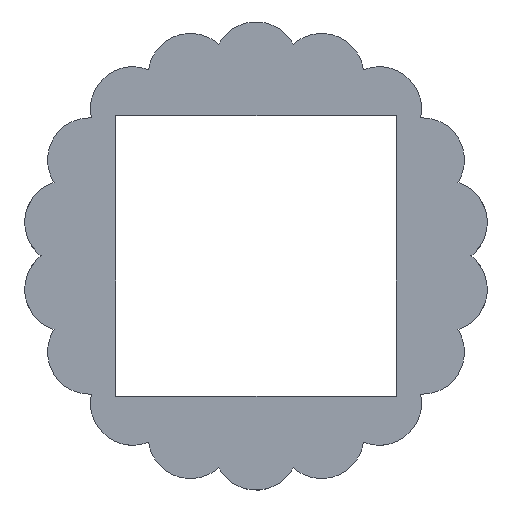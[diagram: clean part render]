
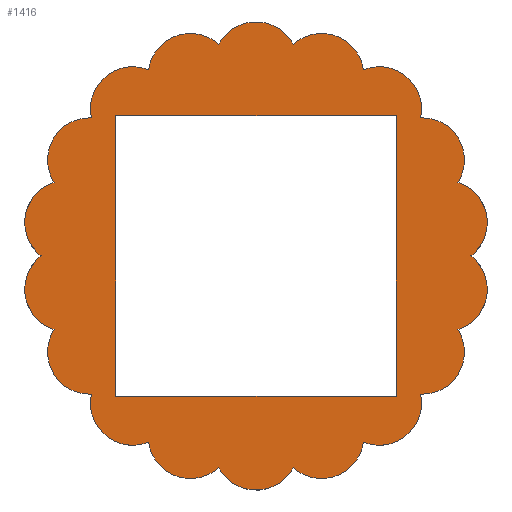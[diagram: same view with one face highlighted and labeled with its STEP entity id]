
A CAD part, top view. The second image highlights one B-rep face of the part: STEP entity #1416.
In plain terms, the highlighted planar face has unit normal (0, 0, 1).
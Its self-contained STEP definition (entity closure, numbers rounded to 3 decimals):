
#17=FACE_BOUND('',#224,.T.);
#41=CIRCLE('',#1462,4.694);
#63=CIRCLE('',#1506,4.694);
#64=CIRCLE('',#1520,4.694);
#65=CIRCLE('',#1522,4.694);
#66=CIRCLE('',#1524,4.694);
#67=CIRCLE('',#1526,4.694);
#68=CIRCLE('',#1528,4.694);
#69=CIRCLE('',#1530,4.694);
#70=CIRCLE('',#1532,4.694);
#71=CIRCLE('',#1534,4.694);
#72=CIRCLE('',#1536,4.694);
#73=CIRCLE('',#1538,4.694);
#74=CIRCLE('',#1540,4.694);
#75=CIRCLE('',#1542,4.694);
#76=CIRCLE('',#1544,4.694);
#77=CIRCLE('',#1546,4.694);
#78=CIRCLE('',#1548,4.694);
#79=CIRCLE('',#1550,4.694);
#150=FACE_OUTER_BOUND('',#223,.T.);
#223=EDGE_LOOP('',(#1271,#1272,#1273,#1274,#1275,#1276,#1277,#1278,#1279,
#1280,#1281,#1282,#1283,#1284,#1285,#1286,#1287,#1288));
#224=EDGE_LOOP('',(#1289,#1290,#1291,#1292));
#335=LINE('',#2185,#495);
#366=LINE('',#2286,#526);
#368=LINE('',#2290,#528);
#369=LINE('',#2292,#529);
#495=VECTOR('',#1750,10.);
#526=VECTOR('',#1855,10.);
#528=VECTOR('',#1859,10.);
#529=VECTOR('',#1862,10.);
#614=VERTEX_POINT('',#2117);
#615=VERTEX_POINT('',#2119);
#630=VERTEX_POINT('',#2182);
#631=VERTEX_POINT('',#2184);
#655=VERTEX_POINT('',#2249);
#664=VERTEX_POINT('',#2284);
#665=VERTEX_POINT('',#2288);
#666=VERTEX_POINT('',#2294);
#667=VERTEX_POINT('',#2296);
#668=VERTEX_POINT('',#2300);
#669=VERTEX_POINT('',#2306);
#670=VERTEX_POINT('',#2310);
#671=VERTEX_POINT('',#2314);
#672=VERTEX_POINT('',#2318);
#673=VERTEX_POINT('',#2322);
#674=VERTEX_POINT('',#2326);
#675=VERTEX_POINT('',#2330);
#676=VERTEX_POINT('',#2334);
#677=VERTEX_POINT('',#2338);
#678=VERTEX_POINT('',#2342);
#679=VERTEX_POINT('',#2346);
#680=VERTEX_POINT('',#2350);
#765=EDGE_CURVE('',#615,#614,#41,.T.);
#798=EDGE_CURVE('',#631,#630,#335,.T.);
#833=EDGE_CURVE('',#655,#615,#63,.T.);
#850=EDGE_CURVE('',#630,#664,#366,.T.);
#852=EDGE_CURVE('',#664,#665,#368,.T.);
#853=EDGE_CURVE('',#665,#631,#369,.T.);
#855=EDGE_CURVE('',#667,#666,#64,.T.);
#857=EDGE_CURVE('',#668,#667,#65,.T.);
#859=EDGE_CURVE('',#614,#668,#66,.T.);
#860=EDGE_CURVE('',#669,#655,#67,.T.);
#862=EDGE_CURVE('',#670,#669,#68,.T.);
#864=EDGE_CURVE('',#671,#670,#69,.T.);
#866=EDGE_CURVE('',#672,#671,#70,.T.);
#868=EDGE_CURVE('',#673,#672,#71,.T.);
#870=EDGE_CURVE('',#674,#673,#72,.T.);
#872=EDGE_CURVE('',#675,#674,#73,.T.);
#874=EDGE_CURVE('',#676,#675,#74,.T.);
#876=EDGE_CURVE('',#677,#676,#75,.T.);
#878=EDGE_CURVE('',#678,#677,#76,.T.);
#880=EDGE_CURVE('',#679,#678,#77,.T.);
#882=EDGE_CURVE('',#680,#679,#78,.T.);
#884=EDGE_CURVE('',#666,#680,#79,.T.);
#1271=ORIENTED_EDGE('',*,*,#855,.T.);
#1272=ORIENTED_EDGE('',*,*,#884,.T.);
#1273=ORIENTED_EDGE('',*,*,#882,.T.);
#1274=ORIENTED_EDGE('',*,*,#880,.T.);
#1275=ORIENTED_EDGE('',*,*,#878,.T.);
#1276=ORIENTED_EDGE('',*,*,#876,.T.);
#1277=ORIENTED_EDGE('',*,*,#874,.T.);
#1278=ORIENTED_EDGE('',*,*,#872,.T.);
#1279=ORIENTED_EDGE('',*,*,#870,.T.);
#1280=ORIENTED_EDGE('',*,*,#868,.T.);
#1281=ORIENTED_EDGE('',*,*,#866,.T.);
#1282=ORIENTED_EDGE('',*,*,#864,.T.);
#1283=ORIENTED_EDGE('',*,*,#862,.T.);
#1284=ORIENTED_EDGE('',*,*,#860,.T.);
#1285=ORIENTED_EDGE('',*,*,#833,.T.);
#1286=ORIENTED_EDGE('',*,*,#765,.T.);
#1287=ORIENTED_EDGE('',*,*,#859,.T.);
#1288=ORIENTED_EDGE('',*,*,#857,.T.);
#1289=ORIENTED_EDGE('',*,*,#798,.T.);
#1290=ORIENTED_EDGE('',*,*,#850,.T.);
#1291=ORIENTED_EDGE('',*,*,#852,.T.);
#1292=ORIENTED_EDGE('',*,*,#853,.T.);
#1345=PLANE('',#1551);
#1416=ADVANCED_FACE('',(#150,#17),#1345,.F.);
#1462=AXIS2_PLACEMENT_3D('',#2120,#1683,#1684);
#1506=AXIS2_PLACEMENT_3D('',#2250,#1817,#1818);
#1520=AXIS2_PLACEMENT_3D('',#2297,#1866,#1867);
#1522=AXIS2_PLACEMENT_3D('',#2301,#1871,#1872);
#1524=AXIS2_PLACEMENT_3D('',#2304,#1876,#1877);
#1526=AXIS2_PLACEMENT_3D('',#2307,#1880,#1881);
#1528=AXIS2_PLACEMENT_3D('',#2311,#1885,#1886);
#1530=AXIS2_PLACEMENT_3D('',#2315,#1890,#1891);
#1532=AXIS2_PLACEMENT_3D('',#2319,#1895,#1896);
#1534=AXIS2_PLACEMENT_3D('',#2323,#1900,#1901);
#1536=AXIS2_PLACEMENT_3D('',#2327,#1905,#1906);
#1538=AXIS2_PLACEMENT_3D('',#2331,#1910,#1911);
#1540=AXIS2_PLACEMENT_3D('',#2335,#1915,#1916);
#1542=AXIS2_PLACEMENT_3D('',#2339,#1920,#1921);
#1544=AXIS2_PLACEMENT_3D('',#2343,#1925,#1926);
#1546=AXIS2_PLACEMENT_3D('',#2347,#1930,#1931);
#1548=AXIS2_PLACEMENT_3D('',#2351,#1935,#1936);
#1550=AXIS2_PLACEMENT_3D('',#2354,#1940,#1941);
#1551=AXIS2_PLACEMENT_3D('',#2355,#1942,#1943);
#1683=DIRECTION('center_axis',(0.,0.,
1.));
#1684=DIRECTION('ref_axis',(0.616,-0.788,0.));
#1750=DIRECTION('',(0.,1.,0.));
#1817=DIRECTION('center_axis',(0.,0.,
1.));
#1818=DIRECTION('ref_axis',(0.309,-0.951,0.));
#1855=DIRECTION('',(1.,0.,0.));
#1859=DIRECTION('',(0.,-1.,0.));
#1862=DIRECTION('',(-1.,0.,0.));
#1866=DIRECTION('center_axis',(0.,0.,
1.));
#1867=DIRECTION('ref_axis',(0.99,0.139,0.));
#1871=DIRECTION('center_axis',(0.,0.,
1.));
#1872=DIRECTION('ref_axis',(0.978,-0.208,0.));
#1876=DIRECTION('center_axis',(0.,0.,
1.));
#1877=DIRECTION('ref_axis',(0.848,-0.53,0.));
#1880=DIRECTION('center_axis',(0.,0.,
1.));
#1881=DIRECTION('ref_axis',(-0.035,-0.999,0.));
#1885=DIRECTION('center_axis',(0.,0.,
1.));
#1886=DIRECTION('ref_axis',(-0.375,-0.927,0.));
#1890=DIRECTION('center_axis',(0.,0.,
1.));
#1891=DIRECTION('ref_axis',(-0.669,-0.743,0.));
#1895=DIRECTION('center_axis',(0.,0.,
1.));
#1896=DIRECTION('ref_axis',(-0.883,-0.469,0.));
#1900=DIRECTION('center_axis',(0.,0.,
1.));
#1901=DIRECTION('ref_axis',(-0.99,-0.139,0.));
#1905=DIRECTION('center_axis',(0.,0.,
1.));
#1906=DIRECTION('ref_axis',(-0.978,0.208,0.));
#1910=DIRECTION('center_axis',(0.,0.,
1.));
#1911=DIRECTION('ref_axis',(-0.848,0.53,0.));
#1915=DIRECTION('center_axis',(0.,0.,
1.));
#1916=DIRECTION('ref_axis',(-0.616,0.788,0.));
#1920=DIRECTION('center_axis',(0.,0.,
1.));
#1921=DIRECTION('ref_axis',(-0.309,0.951,0.));
#1925=DIRECTION('center_axis',(0.,0.,
1.));
#1926=DIRECTION('ref_axis',(0.035,0.999,0.));
#1930=DIRECTION('center_axis',(0.,0.,
1.));
#1931=DIRECTION('ref_axis',(0.375,0.927,0.));
#1935=DIRECTION('center_axis',(0.,0.,
1.));
#1936=DIRECTION('ref_axis',(0.669,0.743,0.));
#1940=DIRECTION('center_axis',(0.,0.,
1.));
#1941=DIRECTION('ref_axis',(0.883,0.469,0.));
#1942=DIRECTION('center_axis',(0.,0.,
-1.));
#1943=DIRECTION('ref_axis',(-1.,0.,0.));
#2117=CARTESIAN_POINT('',(22.432,8.164,1.9));
#2119=CARTESIAN_POINT('',(23.871,0.,1.9));
#2120=CARTESIAN_POINT('Origin',(20.982,3.7,1.9));
#2182=CARTESIAN_POINT('',(-15.556,15.556,1.9));
#2184=CARTESIAN_POINT('',(-15.556,-15.556,1.9));
#2185=CARTESIAN_POINT('',(-15.556,-15.556,1.9));
#2249=CARTESIAN_POINT('',(22.432,-8.164,1.9));
#2250=CARTESIAN_POINT('Origin',(20.982,-3.7,1.9));
#2284=CARTESIAN_POINT('',(15.556,15.556,1.9));
#2286=CARTESIAN_POINT('',(-15.556,15.556,1.9));
#2288=CARTESIAN_POINT('',(15.556,-15.556,1.9));
#2290=CARTESIAN_POINT('',(15.556,15.556,1.9));
#2292=CARTESIAN_POINT('',(15.556,-15.556,1.9));
#2294=CARTESIAN_POINT('',(4.145,23.509,1.9));
#2296=CARTESIAN_POINT('',(11.936,20.673,1.9));
#2297=CARTESIAN_POINT('Origin',(7.287,20.021,1.9));
#2300=CARTESIAN_POINT('',(18.287,15.344,1.9));
#2301=CARTESIAN_POINT('Origin',(13.695,16.321,1.9));
#2304=CARTESIAN_POINT('Origin',(18.451,10.653,1.9));
#2306=CARTESIAN_POINT('',(18.287,-15.344,1.9));
#2307=CARTESIAN_POINT('Origin',(18.451,-10.653,1.9));
#2310=CARTESIAN_POINT('',(11.936,-20.673,1.9));
#2311=CARTESIAN_POINT('Origin',(13.695,-16.321,1.9));
#2314=CARTESIAN_POINT('',(4.145,-23.509,1.9));
#2315=CARTESIAN_POINT('Origin',(7.287,-20.021,1.9));
#2318=CARTESIAN_POINT('',(-4.145,-23.509,1.9));
#2319=CARTESIAN_POINT('Origin',(0.,-21.306,
1.9));
#2322=CARTESIAN_POINT('',(-11.936,-20.673,1.9));
#2323=CARTESIAN_POINT('Origin',(-7.287,-20.021,1.9));
#2326=CARTESIAN_POINT('',(-18.287,-15.344,1.9));
#2327=CARTESIAN_POINT('Origin',(-13.695,-16.321,1.9));
#2330=CARTESIAN_POINT('',(-22.432,-8.164,1.9));
#2331=CARTESIAN_POINT('Origin',(-18.451,-10.653,1.9));
#2334=CARTESIAN_POINT('',(-23.871,0.,1.9));
#2335=CARTESIAN_POINT('Origin',(-20.982,-3.7,1.9));
#2338=CARTESIAN_POINT('',(-22.432,8.164,1.9));
#2339=CARTESIAN_POINT('Origin',(-20.982,3.7,1.9));
#2342=CARTESIAN_POINT('',(-18.287,15.344,1.9));
#2343=CARTESIAN_POINT('Origin',(-18.451,10.653,1.9));
#2346=CARTESIAN_POINT('',(-11.936,20.673,1.9));
#2347=CARTESIAN_POINT('Origin',(-13.695,16.321,1.9));
#2350=CARTESIAN_POINT('',(-4.145,23.509,1.9));
#2351=CARTESIAN_POINT('Origin',(-7.287,20.021,1.9));
#2354=CARTESIAN_POINT('Origin',(0.,21.306,
1.9));
#2355=CARTESIAN_POINT('Origin',(0.,0.,
1.9));
